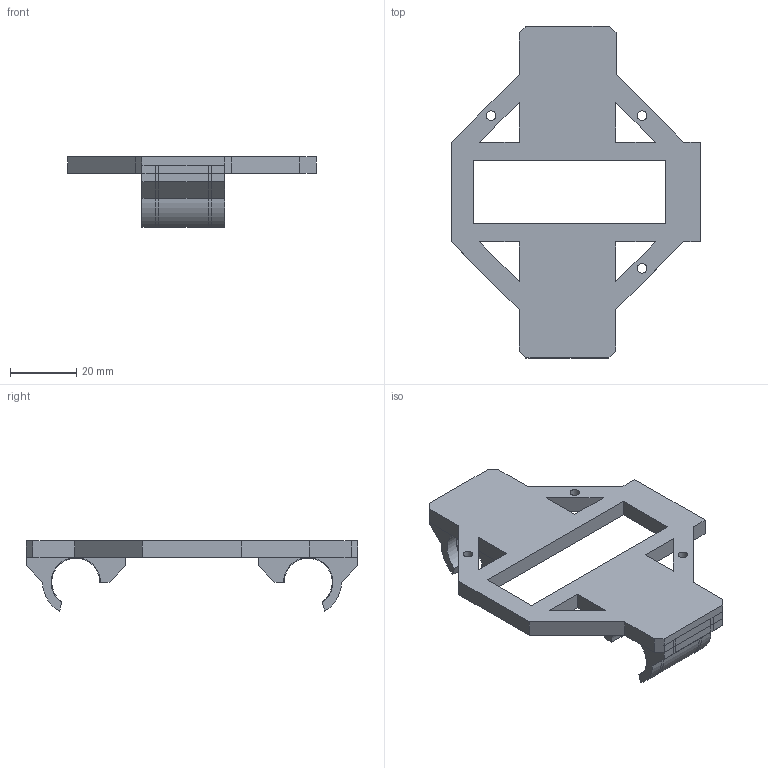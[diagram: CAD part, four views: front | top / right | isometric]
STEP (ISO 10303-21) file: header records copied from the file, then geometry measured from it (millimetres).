
FILE_DESCRIPTION(('FreeCAD Model'),'2;1');
FILE_NAME('X-Axis_Carrage.step', '2017-04-02T19:06:55',('Author'),(''), 'Open CASCADE STEP processor 6.8','FreeCAD','Unknown');
FILE_SCHEMA(('AUTOMOTIVE_DESIGN_CC2 { 1 2 10303 214 -1 1 5 4 }'));
Length unit declared in the file: millimetre
Products named in the file (3): ASSEMBLY; Pad008; Cut
Assembly tree (2 placements, depth 2):
  ASSEMBLY
    Pad008
    Cut
Bounding box: 75 x 100 x 21.2 mm (x, y, z)
Volume: 29063.3 mm3; surface area: 16530.8 mm2
Topology: 3 solids, 3 shells, 125 faces, 317 edges, 198 vertices
Faces by surface type: plane 106, cylinder 19
Full cylindrical faces by diameter (mm): 2.9 x3
Entity records: 7890 total; most frequent: CARTESIAN_POINT 1425, DIRECTION 1177, LINE 831, VECTOR 831, ORIENTED_EDGE 634, PCURVE 634, DEFINITIONAL_REPRESENTATION 634, EDGE_CURVE 317
